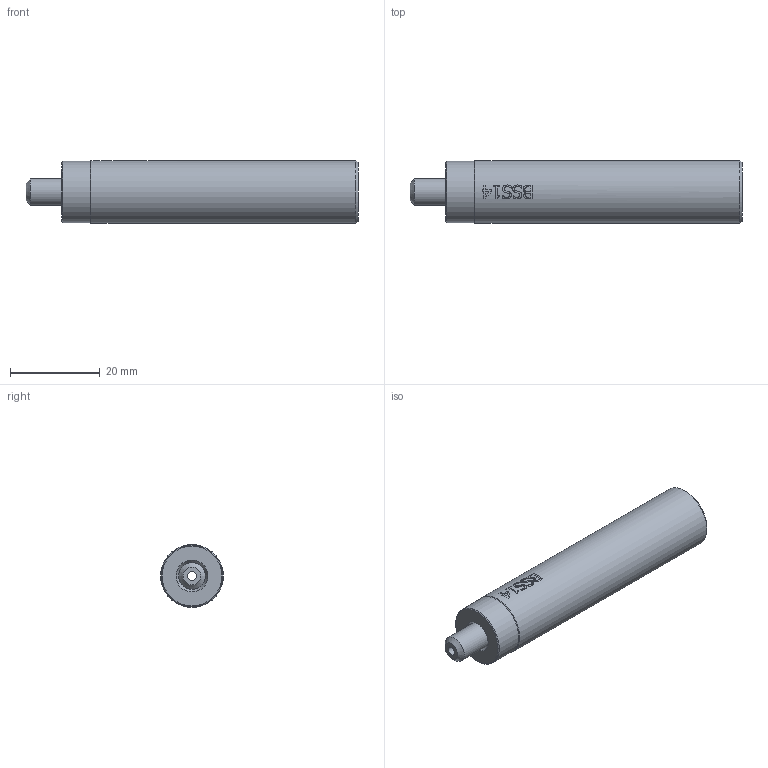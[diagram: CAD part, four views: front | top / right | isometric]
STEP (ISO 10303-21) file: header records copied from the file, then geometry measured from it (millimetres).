
FILE_DESCRIPTION(/* description */ ('BORING BAR SHANK, 14mm STEEL'),/* implementation_level */ '2;1');
FILE_NAME(/* name */ 'BSS14.stp',/* time_stamp */ '2020-06-15T14:00:32-04:00',/* author */ ('jsmall'),/* organization */ (''),/* preprocessor_version */ 'ST-DEVELOPER v17',/* originating_system */ 'Autodesk Inventor 2018',/* authorisation */ '8066.9 mm^3');
FILE_SCHEMA (('AUTOMOTIVE_DESIGN { 1 0 10303 214 3 1 1 }'));
Length unit declared in the file: millimetre
Products named in the file (3): BSS14; BSS14-1; BSS-M6
Assembly tree (2 placements, depth 2):
  BSS14
    BSS14-1
    BSS-M6
Bounding box: 74 x 13.99 x 14 mm (x, y, z)
Volume: 8102.4 mm3; surface area: 4960.1 mm2
Topology: 2 solids, 2 shells, 122 faces, 331 edges, 222 vertices
Faces by surface type: plane 53, bspline 47, cylinder 14, cone 8
Full cylindrical faces by diameter (mm): 2 x1, 4.917 x1, 6 x1, 7 x1, 13.741 x1, 13.995 x1
Entity records: 5489 total; most frequent: CARTESIAN_POINT 2516, ORIENTED_EDGE 662, DIRECTION 471, EDGE_CURVE 331, VERTEX_POINT 222, LINE 163, VECTOR 163, AXIS2_PLACEMENT_3D 154
